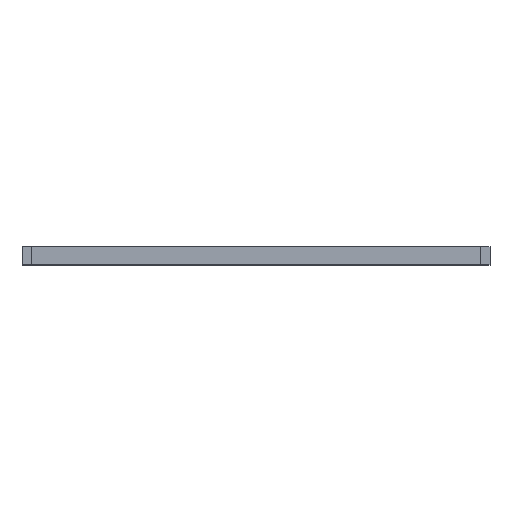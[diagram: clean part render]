
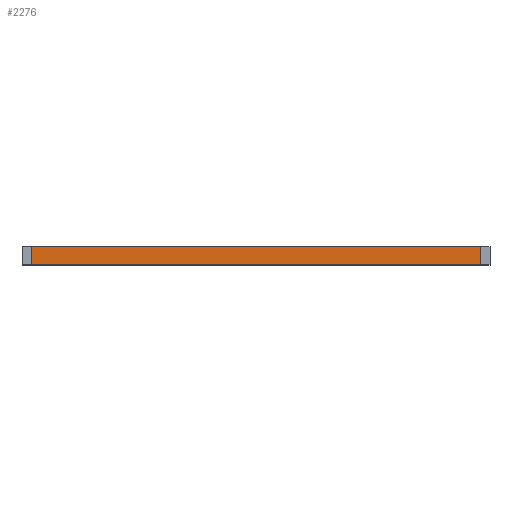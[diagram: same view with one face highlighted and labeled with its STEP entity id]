
A CAD part, top view. The second image highlights one B-rep face of the part: STEP entity #2276.
In plain terms, the highlighted planar face has unit normal (0, 0, 1).
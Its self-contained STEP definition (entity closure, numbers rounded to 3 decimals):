
#100=PLANE('',#2462);
#212=FACE_OUTER_BOUND('',#350,.T.);
#350=EDGE_LOOP('',(#2077,#2078,#2079,#2080));
#458=LINE('',#3370,#712);
#541=LINE('',#3576,#795);
#606=LINE('',#3730,#860);
#607=LINE('',#3732,#861);
#712=VECTOR('',#2724,148.);
#795=VECTOR('',#2871,148.);
#860=VECTOR('',#3054,6.);
#861=VECTOR('',#3057,6.);
#1044=VERTEX_POINT('',#3367);
#1045=VERTEX_POINT('',#3369);
#1135=VERTEX_POINT('',#3573);
#1136=VERTEX_POINT('',#3575);
#1298=EDGE_CURVE('',#1044,#1045,#458,.T.);
#1402=EDGE_CURVE('',#1135,#1136,#541,.T.);
#1478=EDGE_CURVE('',#1044,#1136,#606,.T.);
#1479=EDGE_CURVE('',#1045,#1135,#607,.T.);
#2077=ORIENTED_EDGE('',*,*,#1298,.F.);
#2078=ORIENTED_EDGE('',*,*,#1478,.T.);
#2079=ORIENTED_EDGE('',*,*,#1402,.F.);
#2080=ORIENTED_EDGE('',*,*,#1479,.F.);
#2276=ADVANCED_FACE('',(#212),#100,.T.);
#2462=AXIS2_PLACEMENT_3D('',#3731,#3055,#3056);
#2724=DIRECTION('',(-1.,0.,0.));
#2871=DIRECTION('',(1.,0.,0.));
#3054=DIRECTION('',(0.,1.,0.));
#3055=DIRECTION('center_axis',(0.,0.,1.));
#3056=DIRECTION('ref_axis',(1.,0.,0.));
#3057=DIRECTION('',(0.,1.,0.));
#3367=CARTESIAN_POINT('',(0.,0.,85.));
#3369=CARTESIAN_POINT('',(-148.,0.,85.));
#3370=CARTESIAN_POINT('',(0.,0.,85.));
#3573=CARTESIAN_POINT('',(-148.,6.,85.));
#3575=CARTESIAN_POINT('',(0.,6.,85.));
#3576=CARTESIAN_POINT('',(0.,6.,85.));
#3730=CARTESIAN_POINT('',(0.,0.,85.));
#3731=CARTESIAN_POINT('Origin',(-148.,0.,85.));
#3732=CARTESIAN_POINT('',(-148.,0.,85.));
